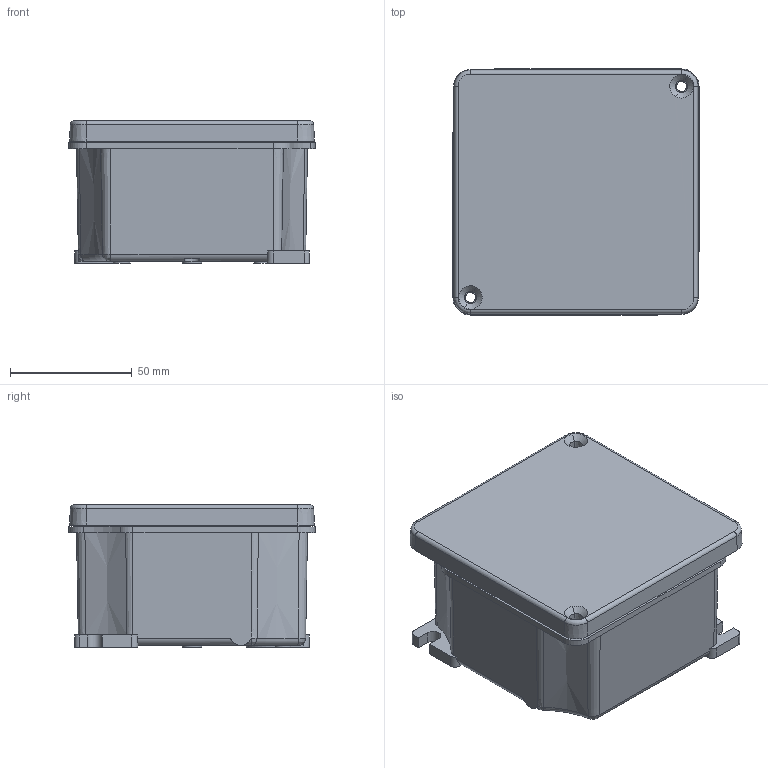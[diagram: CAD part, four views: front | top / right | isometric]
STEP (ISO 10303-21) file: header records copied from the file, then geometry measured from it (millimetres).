
FILE_DESCRIPTION((''),'2;1');
FILE_NAME('GW76261_SW0003','2021-04-01T09:42:56',('User'),('Axiro Italia'),'CREO PARAMETRIC BY PTC INC, 2020354','CREO PARAMETRIC BY PTC INC, 2020354','');
FILE_SCHEMA(('CONFIG_CONTROL_DESIGN'));
Length unit declared in the file: millimetre
Products named in the file (1): GW76261_SW0003
Bounding box: 101 x 101 x 58.4 mm (x, y, z)
Volume: 494988.7 mm3; surface area: 42756.7 mm2
Topology: 1 solids, 1 shells, 133 faces, 348 edges, 225 vertices
Faces by surface type: plane 50, cylinder 37, cone 36, torus 6, bspline 4
Entity records: 4336 total; most frequent: CARTESIAN_POINT 920, DIRECTION 741, ORIENTED_EDGE 696, EDGE_CURVE 348, AXIS2_PLACEMENT_3D 281, VERTEX_POINT 225, VECTOR 179, LINE 179
